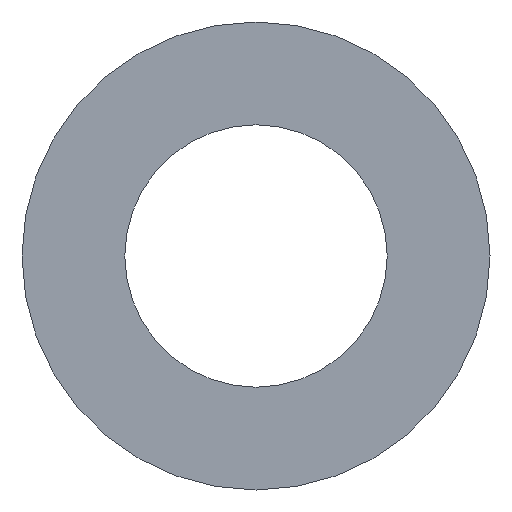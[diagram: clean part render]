
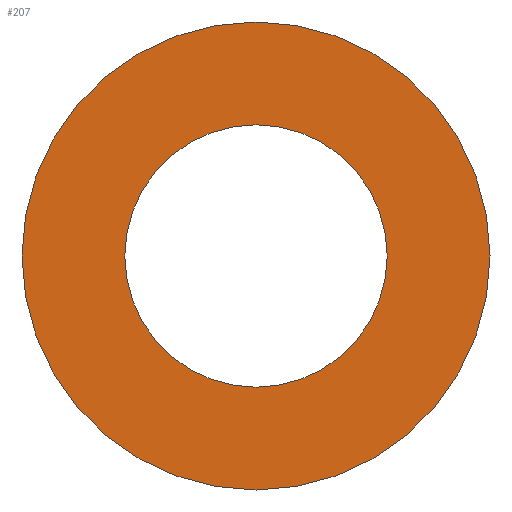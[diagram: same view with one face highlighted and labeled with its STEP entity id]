
A CAD part, front view. The second image highlights one B-rep face of the part: STEP entity #207.
In plain terms, the highlighted planar face has unit normal (0, -1, 0).
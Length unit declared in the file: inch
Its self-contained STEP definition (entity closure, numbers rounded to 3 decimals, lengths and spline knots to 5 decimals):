
#1 = AXIS2_PLACEMENT_3D ( 'NONE', #22, #200, #174 ) ;
#10 = CIRCLE ( 'NONE', #239, 0.07 ) ;
#12 = DIRECTION ( 'NONE',  ( 0., 0., 1. ) ) ;
#20 = EDGE_LOOP ( 'NONE', ( #78, #228 ) ) ;
#22 = CARTESIAN_POINT ( 'NONE',  ( 0., 0., 0. ) ) ;
#23 = AXIS2_PLACEMENT_3D ( 'NONE', #30, #230, #12 ) ;
#24 = ORIENTED_EDGE ( 'NONE', *, *, #133, .T. ) ;
#26 = VERTEX_POINT ( 'NONE', #56 ) ;
#30 = CARTESIAN_POINT ( 'NONE',  ( 0., 0., 0. ) ) ;
#35 = DIRECTION ( 'NONE',  ( 0., 0., 1. ) ) ;
#55 = CARTESIAN_POINT ( 'NONE',  ( 0., 0., 0. ) ) ;
#56 = CARTESIAN_POINT ( 'NONE',  ( 0., 0., -0.07 ) ) ;
#66 = CARTESIAN_POINT ( 'NONE',  ( 0., 0., 0.07 ) ) ;
#67 = AXIS2_PLACEMENT_3D ( 'NONE', #158, #101, #102 ) ;
#70 = ORIENTED_EDGE ( 'NONE', *, *, #195, .T. ) ;
#77 = DIRECTION ( 'NONE',  ( 0., 1., 0. ) ) ;
#78 = ORIENTED_EDGE ( 'NONE', *, *, #172, .F. ) ;
#84 = PLANE ( 'NONE',  #148 ) ;
#91 = FACE_OUTER_BOUND ( 'NONE', #20, .T. ) ;
#101 = DIRECTION ( 'NONE',  ( 0., 1., 0. ) ) ;
#102 = DIRECTION ( 'NONE',  ( 0., 0., 1. ) ) ;
#109 = DIRECTION ( 'NONE',  ( 0., 0., 1. ) ) ;
#111 = CIRCLE ( 'NONE', #1, 0.12485 ) ;
#118 = FACE_BOUND ( 'NONE', #244, .T. ) ;
#126 = VERTEX_POINT ( 'NONE', #240 ) ;
#133 = EDGE_CURVE ( 'NONE', #219, #26, #10, .T. ) ;
#139 = VERTEX_POINT ( 'NONE', #173 ) ;
#148 = AXIS2_PLACEMENT_3D ( 'NONE', #221, #220, #109 ) ;
#155 = CIRCLE ( 'NONE', #23, 0.12485 ) ;
#158 = CARTESIAN_POINT ( 'NONE',  ( 0., 0., 0. ) ) ;
#159 = EDGE_CURVE ( 'NONE', #126, #139, #111, .T. ) ;
#172 = EDGE_CURVE ( 'NONE', #139, #126, #155, .T. ) ;
#173 = CARTESIAN_POINT ( 'NONE',  ( 0., 0., -0.12485 ) ) ;
#174 = DIRECTION ( 'NONE',  ( 0., 0., 1. ) ) ;
#192 = CIRCLE ( 'NONE', #67, 0.07 ) ;
#195 = EDGE_CURVE ( 'NONE', #26, #219, #192, .T. ) ;
#200 = DIRECTION ( 'NONE',  ( 0., 1., 0. ) ) ;
#207 = ADVANCED_FACE ( 'NONE', ( #91, #118 ), #84, .F. ) ;
#219 = VERTEX_POINT ( 'NONE', #66 ) ;
#220 = DIRECTION ( 'NONE',  ( 0., 1., 0. ) ) ;
#221 = CARTESIAN_POINT ( 'NONE',  ( 0., 0., 0. ) ) ;
#228 = ORIENTED_EDGE ( 'NONE', *, *, #159, .F. ) ;
#230 = DIRECTION ( 'NONE',  ( 0., 1., 0. ) ) ;
#239 = AXIS2_PLACEMENT_3D ( 'NONE', #55, #77, #35 ) ;
#240 = CARTESIAN_POINT ( 'NONE',  ( 0., 0., 0.12485 ) ) ;
#244 = EDGE_LOOP ( 'NONE', ( #70, #24 ) ) ;
